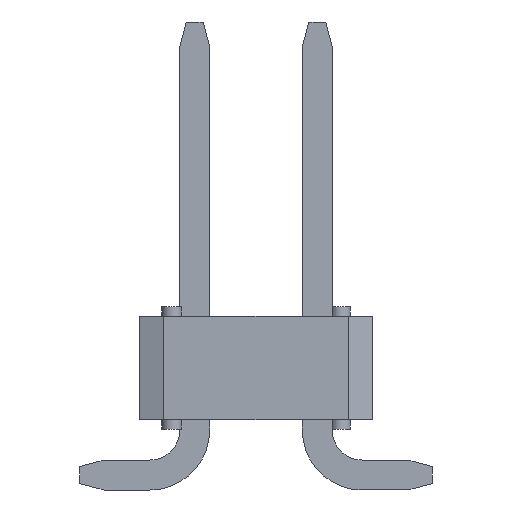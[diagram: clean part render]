
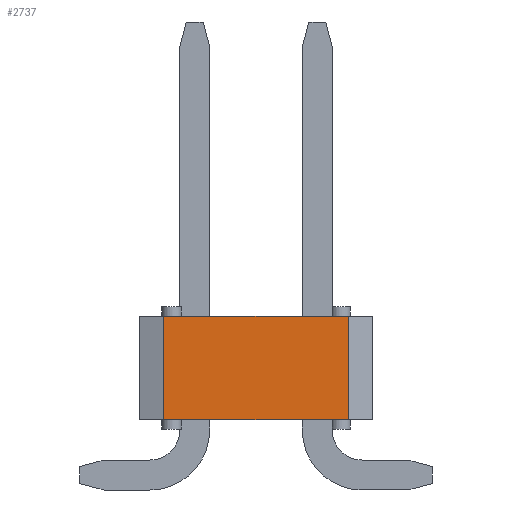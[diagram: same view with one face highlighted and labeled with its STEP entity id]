
A CAD part, left-side view. The second image highlights one B-rep face of the part: STEP entity #2737.
In plain terms, the highlighted planar face has unit normal (-1, 0, 0).
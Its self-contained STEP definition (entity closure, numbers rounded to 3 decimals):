
#525 = VERTEX_POINT('',#526);
#526 = CARTESIAN_POINT('',(-3.81,-1.925,1.46));
#532 = EDGE_CURVE('',#533,#525,#535,.T.);
#533 = VERTEX_POINT('',#534);
#534 = CARTESIAN_POINT('',(-3.81,1.905,1.46));
#535 = LINE('',#536,#537);
#536 = CARTESIAN_POINT('',(-3.81,2.405,1.46));
#537 = VECTOR('',#538,1.);
#538 = DIRECTION('',(0.,-1.,0.));
#873 = VERTEX_POINT('',#874);
#874 = CARTESIAN_POINT('',(-3.81,-1.925,3.6));
#1060 = VERTEX_POINT('',#1061);
#1061 = CARTESIAN_POINT('',(-3.81,1.905,3.6));
#1067 = EDGE_CURVE('',#1060,#873,#1068,.T.);
#1068 = LINE('',#1069,#1070);
#1069 = CARTESIAN_POINT('',(-3.81,2.405,3.6));
#1070 = VECTOR('',#1071,1.);
#1071 = DIRECTION('',(0.,-1.,0.));
#2724 = EDGE_CURVE('',#873,#525,#2725,.T.);
#2725 = LINE('',#2726,#2727);
#2726 = CARTESIAN_POINT('',(-3.81,-1.925,3.8));
#2727 = VECTOR('',#2728,1.);
#2728 = DIRECTION('',(-0.,0.,-1.));
#2737 = ADVANCED_FACE('',(#2738),#2749,.F.);
#2738 = FACE_BOUND('',#2739,.T.);
#2739 = EDGE_LOOP('',(#2740,#2746,#2747,#2748));
#2740 = ORIENTED_EDGE('',*,*,#2741,.T.);
#2741 = EDGE_CURVE('',#1060,#533,#2742,.T.);
#2742 = LINE('',#2743,#2744);
#2743 = CARTESIAN_POINT('',(-3.81,1.905,3.8));
#2744 = VECTOR('',#2745,1.);
#2745 = DIRECTION('',(-0.,0.,-1.));
#2746 = ORIENTED_EDGE('',*,*,#532,.T.);
#2747 = ORIENTED_EDGE('',*,*,#2724,.F.);
#2748 = ORIENTED_EDGE('',*,*,#1067,.F.);
#2749 = PLANE('',#2750);
#2750 = AXIS2_PLACEMENT_3D('',#2751,#2752,#2753);
#2751 = CARTESIAN_POINT('',(-3.81,2.405,3.8));
#2752 = DIRECTION('',(1.,0.,0.));
#2753 = DIRECTION('',(0.,1.,0.));
